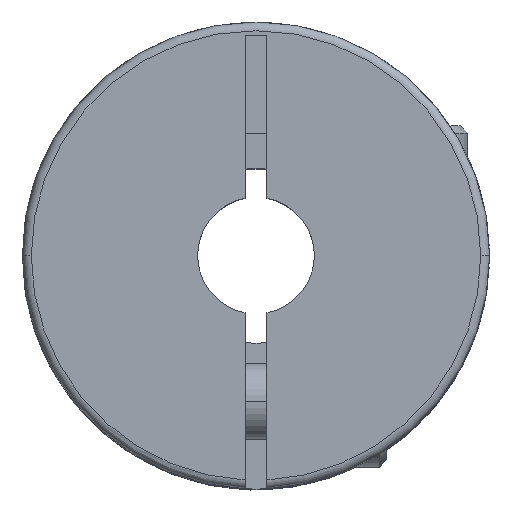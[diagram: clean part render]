
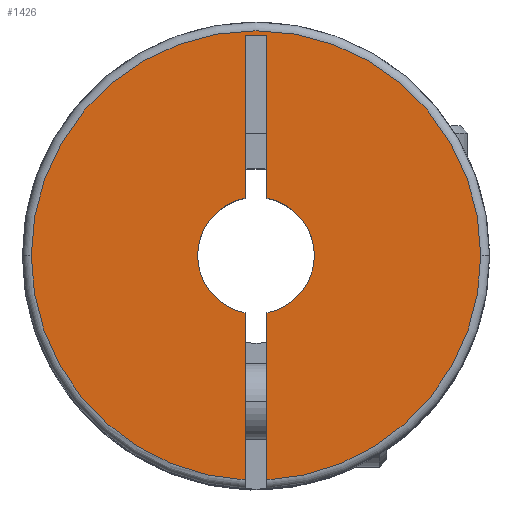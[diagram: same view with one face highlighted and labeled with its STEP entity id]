
A CAD part, top view. The second image highlights one B-rep face of the part: STEP entity #1426.
In plain terms, the highlighted planar face has unit normal (0, 0, 1).
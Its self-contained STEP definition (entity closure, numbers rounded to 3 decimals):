
#22 = VERTEX_POINT ( 'NONE', #3477 ) ;
#61 = AXIS2_PLACEMENT_3D ( 'NONE', #1802, #1197, #1748 ) ;
#95 = ORIENTED_EDGE ( 'NONE', *, *, #209, .T. ) ;
#97 = VERTEX_POINT ( 'NONE', #2917 ) ;
#99 = CARTESIAN_POINT ( 'NONE',  ( -7.7, 0., 0. ) ) ;
#118 = EDGE_CURVE ( 'NONE', #97, #1705, #3194, .T. ) ;
#191 = VECTOR ( 'NONE', #3338, 1000. ) ;
#209 = EDGE_CURVE ( 'NONE', #611, #3619, #1810, .T. ) ;
#230 = ORIENTED_EDGE ( 'NONE', *, *, #3283, .F. ) ;
#247 = VECTOR ( 'NONE', #2832, 1000. ) ;
#250 = EDGE_LOOP ( 'NONE', ( #230, #3682, #1209, #95, #3357, #2893, #3738, #991, #472, #3607, #3349 ) ) ;
#296 = CARTESIAN_POINT ( 'NONE',  ( 0., 0., 0. ) ) ;
#300 = EDGE_CURVE ( 'NONE', #3241, #1673, #1253, .T. ) ;
#302 = CARTESIAN_POINT ( 'NONE',  ( 0., 0., 0. ) ) ;
#390 = VERTEX_POINT ( 'NONE', #1228 ) ;
#472 = ORIENTED_EDGE ( 'NONE', *, *, #1001, .F. ) ;
#580 = EDGE_CURVE ( 'NONE', #1632, #3351, #2872, .T. ) ;
#611 = VERTEX_POINT ( 'NONE', #2616 ) ;
#726 = EDGE_CURVE ( 'NONE', #1632, #611, #1382, .T. ) ;
#742 = CARTESIAN_POINT ( 'NONE',  ( 0., 0., 0. ) ) ;
#754 = EDGE_CURVE ( 'NONE', #390, #3619, #1870, .T. ) ;
#776 = DIRECTION ( 'NONE',  ( 0., -1., 0. ) ) ;
#900 = DIRECTION ( 'NONE',  ( -1., 0., 0. ) ) ;
#917 = CARTESIAN_POINT ( 'NONE',  ( 0.375, -7.691, 0. ) ) ;
#991 = ORIENTED_EDGE ( 'NONE', *, *, #1144, .T. ) ;
#1001 = EDGE_CURVE ( 'NONE', #1673, #22, #3636, .T. ) ;
#1058 = CARTESIAN_POINT ( 'NONE',  ( -0.375, 7.55, 0. ) ) ;
#1144 = EDGE_CURVE ( 'NONE', #97, #22, #1588, .T. ) ;
#1187 = DIRECTION ( 'NONE',  ( -1., 0., 0. ) ) ;
#1197 = DIRECTION ( 'NONE',  ( 0., 0., -1. ) ) ;
#1209 = ORIENTED_EDGE ( 'NONE', *, *, #726, .T. ) ;
#1228 = CARTESIAN_POINT ( 'NONE',  ( -0.375, 7.55, 0. ) ) ;
#1245 = VERTEX_POINT ( 'NONE', #99 ) ;
#1253 = CIRCLE ( 'NONE', #2571, 7.7 ) ;
#1263 = CARTESIAN_POINT ( 'NONE',  ( 7.7, 0., 0. ) ) ;
#1382 = CIRCLE ( 'NONE', #3560, 2. ) ;
#1384 = CARTESIAN_POINT ( 'NONE',  ( 0., 0., 0. ) ) ;
#1426 = ADVANCED_FACE ( 'NONE', ( #1921 ), #2534, .F. ) ;
#1440 = VECTOR ( 'NONE', #776, 1000. ) ;
#1466 = AXIS2_PLACEMENT_3D ( 'NONE', #3409, #2568, #3764 ) ;
#1469 = CIRCLE ( 'NONE', #3458, 7.7 ) ;
#1497 = DIRECTION ( 'NONE',  ( 0., 0., -1. ) ) ;
#1588 = CIRCLE ( 'NONE', #2073, 2. ) ;
#1598 = CIRCLE ( 'NONE', #1466, 7.7 ) ;
#1632 = VERTEX_POINT ( 'NONE', #2170 ) ;
#1643 = CARTESIAN_POINT ( 'NONE',  ( 0.375, -8., 0. ) ) ;
#1673 = VERTEX_POINT ( 'NONE', #917 ) ;
#1705 = VERTEX_POINT ( 'NONE', #3068 ) ;
#1735 = CARTESIAN_POINT ( 'NONE',  ( 0.375, -8., 0. ) ) ;
#1748 = DIRECTION ( 'NONE',  ( -1., 0., 0. ) ) ;
#1802 = CARTESIAN_POINT ( 'NONE',  ( 0., 0., 0. ) ) ;
#1810 = CIRCLE ( 'NONE', #61, 2. ) ;
#1841 = EDGE_CURVE ( 'NONE', #1245, #3241, #1598, .T. ) ;
#1868 = DIRECTION ( 'NONE',  ( 0., 0., -1. ) ) ;
#1870 = LINE ( 'NONE', #2161, #191 ) ;
#1921 = FACE_OUTER_BOUND ( 'NONE', #250, .T. ) ;
#1999 = CARTESIAN_POINT ( 'NONE',  ( -0.375, -7.691, 0. ) ) ;
#2042 = DIRECTION ( 'NONE',  ( -1., 0., 0. ) ) ;
#2073 = AXIS2_PLACEMENT_3D ( 'NONE', #1384, #2414, #900 ) ;
#2095 = DIRECTION ( 'NONE',  ( 0., 1., 0. ) ) ;
#2130 = EDGE_CURVE ( 'NONE', #1705, #390, #2535, .T. ) ;
#2161 = CARTESIAN_POINT ( 'NONE',  ( -0.375, 7.55, 0. ) ) ;
#2170 = CARTESIAN_POINT ( 'NONE',  ( -0.375, -1.965, 0. ) ) ;
#2311 = DIRECTION ( 'NONE',  ( 0., -1., 0. ) ) ;
#2414 = DIRECTION ( 'NONE',  ( 0., 0., -1. ) ) ;
#2534 = PLANE ( 'NONE',  #3272 ) ;
#2535 = LINE ( 'NONE', #3388, #3722 ) ;
#2568 = DIRECTION ( 'NONE',  ( 0., 0., -1. ) ) ;
#2571 = AXIS2_PLACEMENT_3D ( 'NONE', #302, #2718, #1187 ) ;
#2616 = CARTESIAN_POINT ( 'NONE',  ( -2., 0., 0. ) ) ;
#2623 = DIRECTION ( 'NONE',  ( -1., 0., 0. ) ) ;
#2718 = DIRECTION ( 'NONE',  ( 0., 0., -1. ) ) ;
#2763 = CARTESIAN_POINT ( 'NONE',  ( 0., 0., 0. ) ) ;
#2832 = DIRECTION ( 'NONE',  ( 0., 1., 0. ) ) ;
#2872 = LINE ( 'NONE', #1058, #1440 ) ;
#2893 = ORIENTED_EDGE ( 'NONE', *, *, #2130, .F. ) ;
#2917 = CARTESIAN_POINT ( 'NONE',  ( 0.375, 1.965, 0. ) ) ;
#3015 = DIRECTION ( 'NONE',  ( -1., 0., 0. ) ) ;
#3068 = CARTESIAN_POINT ( 'NONE',  ( 0.375, 7.55, 0. ) ) ;
#3194 = LINE ( 'NONE', #1735, #3246 ) ;
#3241 = VERTEX_POINT ( 'NONE', #1263 ) ;
#3246 = VECTOR ( 'NONE', #2095, 1000. ) ;
#3272 = AXIS2_PLACEMENT_3D ( 'NONE', #742, #3770, #2311 ) ;
#3283 = EDGE_CURVE ( 'NONE', #3351, #1245, #1469, .T. ) ;
#3338 = DIRECTION ( 'NONE',  ( 0., -1., 0. ) ) ;
#3349 = ORIENTED_EDGE ( 'NONE', *, *, #1841, .F. ) ;
#3351 = VERTEX_POINT ( 'NONE', #1999 ) ;
#3357 = ORIENTED_EDGE ( 'NONE', *, *, #754, .F. ) ;
#3388 = CARTESIAN_POINT ( 'NONE',  ( 0.375, 7.55, 0. ) ) ;
#3409 = CARTESIAN_POINT ( 'NONE',  ( 0., 0., 0. ) ) ;
#3458 = AXIS2_PLACEMENT_3D ( 'NONE', #2763, #1868, #3015 ) ;
#3477 = CARTESIAN_POINT ( 'NONE',  ( 0.375, -1.965, 0. ) ) ;
#3560 = AXIS2_PLACEMENT_3D ( 'NONE', #296, #1497, #2042 ) ;
#3607 = ORIENTED_EDGE ( 'NONE', *, *, #300, .F. ) ;
#3619 = VERTEX_POINT ( 'NONE', #3672 ) ;
#3636 = LINE ( 'NONE', #1643, #247 ) ;
#3672 = CARTESIAN_POINT ( 'NONE',  ( -0.375, 1.965, 0. ) ) ;
#3682 = ORIENTED_EDGE ( 'NONE', *, *, #580, .F. ) ;
#3722 = VECTOR ( 'NONE', #2623, 1000. ) ;
#3738 = ORIENTED_EDGE ( 'NONE', *, *, #118, .F. ) ;
#3764 = DIRECTION ( 'NONE',  ( -1., 0., 0. ) ) ;
#3770 = DIRECTION ( 'NONE',  ( 0., 0., -1. ) ) ;
